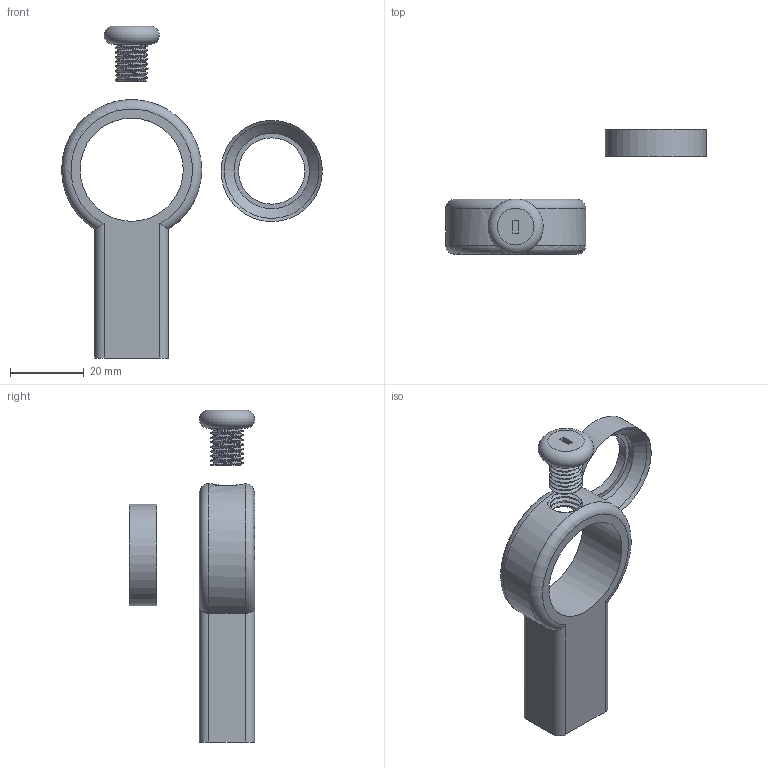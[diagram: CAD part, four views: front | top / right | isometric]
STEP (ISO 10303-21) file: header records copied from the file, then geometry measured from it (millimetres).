
FILE_DESCRIPTION(/* description */ (''),/* implementation_level */ '2;1');
FILE_NAME(/* name */ 'Ring PCB Mount.step',/* time_stamp */ '2023-11-25T19:37:02-06:00',/* author */ (''),/* organization */ (''),/* preprocessor_version */ 'ST-DEVELOPER v20',/* originating_system */ 'Autodesk Translation Framework v12.14.0.127',/* authorisation */ '');
FILE_SCHEMA (('AUTOMOTIVE_DESIGN { 1 0 10303 214 3 1 1 }'));
Length unit declared in the file: millimetre
Products named in the file (1): (Unsaved)
Bounding box: 70.75 x 34 x 90.1 mm (x, y, z)
Volume: 19051.6 mm3; surface area: 9190.7 mm2
Topology: 3 solids, 3 shells, 66 faces, 170 edges, 112 vertices
Faces by surface type: cylinder 39, plane 17, bspline 5, torus 4, cone 1
Full cylindrical faces by diameter (mm): 7.446 x2, 8.526 x2, 8.866 x5, 10.198 x2, 10.5 x1, 18 x1, 20.5 x1, 27.5 x1, 28 x1
Entity records: 4356 total; most frequent: CARTESIAN_POINT 2852, ORIENTED_EDGE 340, DIRECTION 241, EDGE_CURVE 170, VERTEX_POINT 112, AXIS2_PLACEMENT_3D 93, B_SPLINE_CURVE_WITH_KNOTS 84, EDGE_LOOP 74
